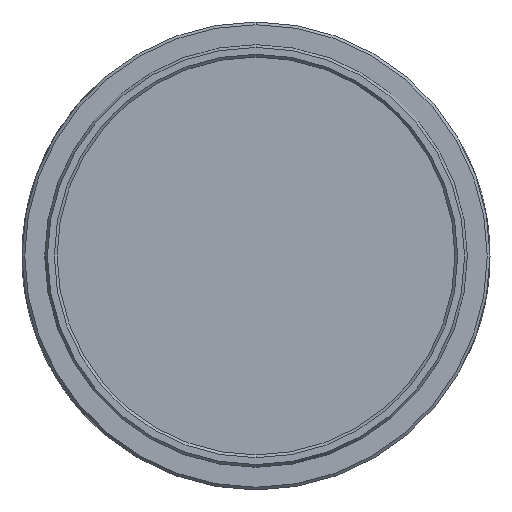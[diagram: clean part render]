
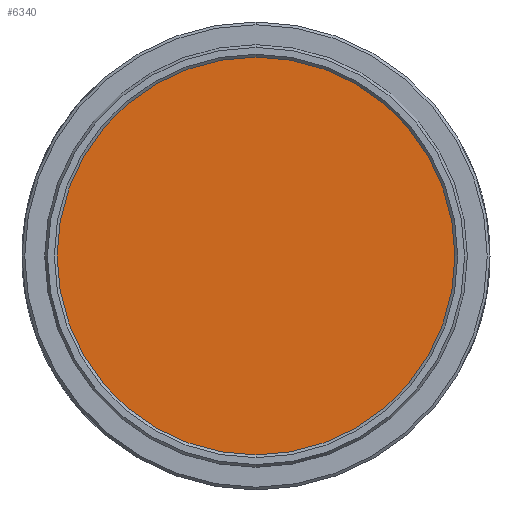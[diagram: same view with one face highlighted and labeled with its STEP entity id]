
A CAD part, left-side view. The second image highlights one B-rep face of the part: STEP entity #6340.
In plain terms, the highlighted planar face has unit normal (-1, 0, 0).
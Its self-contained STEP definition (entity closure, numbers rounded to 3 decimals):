
#76 = ORIENTED_EDGE ( 'NONE', *, *, #532, .T. ) ;
#532 = EDGE_CURVE ( 'NONE', #7072, #8819, #7291, .T. ) ;
#665 = PLANE ( 'NONE',  #8792 ) ;
#776 = DIRECTION ( 'NONE',  ( 0., 0., -1. ) ) ;
#901 = CARTESIAN_POINT ( 'NONE',  ( 19.385, 18.556, 35.079 ) ) ;
#1531 = ORIENTED_EDGE ( 'NONE', *, *, #3095, .T. ) ;
#1891 = DIRECTION ( 'NONE',  ( -1., 0., 0. ) ) ;
#2332 = CIRCLE ( 'NONE', #9935, 18.85 ) ;
#2534 = CARTESIAN_POINT ( 'NONE',  ( 19.385, 18.556, 35.079 ) ) ;
#2900 = AXIS2_PLACEMENT_3D ( 'NONE', #901, #1891, #8318 ) ;
#3095 = EDGE_CURVE ( 'NONE', #8819, #7072, #2332, .T. ) ;
#3522 = FACE_OUTER_BOUND ( 'NONE', #10233, .T. ) ;
#4343 = DIRECTION ( 'NONE',  ( 1., 0., 0. ) ) ;
#4440 = DIRECTION ( 'NONE',  ( 0., 0., -1. ) ) ;
#6157 = DIRECTION ( 'NONE',  ( -1., 0., 0. ) ) ;
#6223 = CARTESIAN_POINT ( 'NONE',  ( 19.385, 18.556, 53.929 ) ) ;
#6340 = ADVANCED_FACE ( 'NONE', ( #3522 ), #665, .F. ) ;
#7072 = VERTEX_POINT ( 'NONE', #6223 ) ;
#7291 = CIRCLE ( 'NONE', #2900, 18.85 ) ;
#8318 = DIRECTION ( 'NONE',  ( 0., 0., -1. ) ) ;
#8792 = AXIS2_PLACEMENT_3D ( 'NONE', #2534, #4343, #776 ) ;
#8819 = VERTEX_POINT ( 'NONE', #11541 ) ;
#9935 = AXIS2_PLACEMENT_3D ( 'NONE', #10742, #6157, #4440 ) ;
#10233 = EDGE_LOOP ( 'NONE', ( #1531, #76 ) ) ;
#10742 = CARTESIAN_POINT ( 'NONE',  ( 19.385, 18.556, 35.079 ) ) ;
#11541 = CARTESIAN_POINT ( 'NONE',  ( 19.385, 18.556, 16.229 ) ) ;
